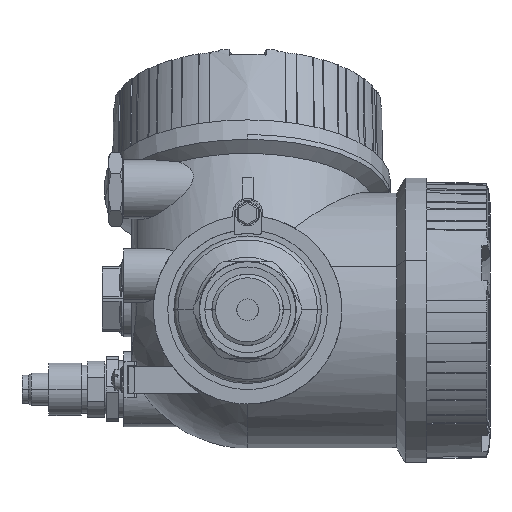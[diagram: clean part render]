
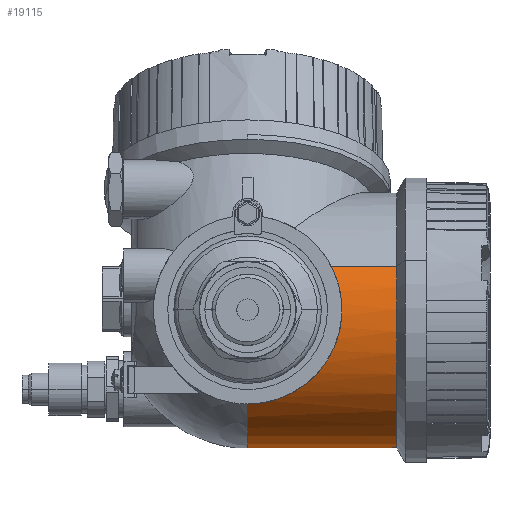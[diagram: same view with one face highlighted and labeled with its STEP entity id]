
A CAD part, front view. The second image highlights one B-rep face of the part: STEP entity #19115.
In plain terms, the highlighted cylindrical face has radius 47.5 mm (diameter 95 mm), a partial arc.
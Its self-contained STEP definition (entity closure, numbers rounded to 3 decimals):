
#1215=CARTESIAN_POINT('',(31.09,79.7,16.074));
#1530=CARTESIAN_POINT('',(0.,122.75,-4.));
#1531=DIRECTION('',(1.,0.,0.));
#1532=DIRECTION('',(0.,-0.758,-0.653));
#1533=AXIS2_PLACEMENT_3D('',#1530,#1531,#1532);
#1535=CARTESIAN_POINT('',(0.,122.75,-4.));
#1536=DIRECTION('',(1.,0.,0.));
#1537=DIRECTION('',(0.,-0.423,-0.906));
#1538=AXIS2_PLACEMENT_3D('',#1535,#1536,#1537);
#3701=CARTESIAN_POINT('',(0.,86.76,
-35.));
#3702=CARTESIAN_POINT('',(0.576,86.76,
-35.));
#3703=CARTESIAN_POINT('',(1.731,86.736,-34.972));
#3704=CARTESIAN_POINT('',(3.475,86.625,-34.842));
#3705=CARTESIAN_POINT('',(5.228,86.438,-34.623));
#3706=CARTESIAN_POINT('',(7.003,86.175,-34.308));
#3707=CARTESIAN_POINT('',(8.799,85.834,-33.893));
#3708=CARTESIAN_POINT('',(10.618,85.415,-33.369));
#3709=CARTESIAN_POINT('',(12.462,84.917,-32.726));
#3710=CARTESIAN_POINT('',(14.318,84.346,-31.959));
#3711=CARTESIAN_POINT('',(16.181,83.704,-31.058));
#3712=CARTESIAN_POINT('',(18.027,83.007,-30.026));
#3713=CARTESIAN_POINT('',(19.837,82.268,-28.863));
#3714=CARTESIAN_POINT('',(21.591,81.504,-27.576));
#3715=CARTESIAN_POINT('',(23.261,80.737,-26.182));
#3716=CARTESIAN_POINT('',(24.835,79.983,-24.693));
#3717=CARTESIAN_POINT('',(26.301,79.259,-23.125));
#3718=CARTESIAN_POINT('',(27.646,78.579,-21.498));
#3719=CARTESIAN_POINT('',(28.872,77.95,-19.82));
#3720=CARTESIAN_POINT('',(29.975,77.381,-18.107));
#3721=CARTESIAN_POINT('',(30.959,76.876,-16.366));
#3722=CARTESIAN_POINT('',(31.828,76.437,-14.603));
#3723=CARTESIAN_POINT('',(32.582,76.066,-12.83));
#3724=CARTESIAN_POINT('',(33.23,75.764,-11.045));
#3725=CARTESIAN_POINT('',(33.772,75.53,-9.251));
#3726=CARTESIAN_POINT('',(34.213,75.364,-7.456));
#3727=CARTESIAN_POINT('',(34.556,75.267,-5.655));
#3728=CARTESIAN_POINT('',(34.803,75.239,-3.85));
#3729=CARTESIAN_POINT('',(34.956,75.279,-2.047));
#3730=CARTESIAN_POINT('',(35.015,75.388,
-0.237));
#3731=CARTESIAN_POINT('',(34.98,75.566,1.573));
#3732=CARTESIAN_POINT('',(34.852,75.816,3.385));
#3733=CARTESIAN_POINT('',(34.627,76.138,5.202));
#3734=CARTESIAN_POINT('',(34.306,76.533,7.017));
#3735=CARTESIAN_POINT('',(33.884,77.004,8.836));
#3736=CARTESIAN_POINT('',(33.357,77.554,10.655));
#3737=CARTESIAN_POINT('',(32.723,78.182,12.467));
#3738=CARTESIAN_POINT('',(31.976,78.893,14.278));
#3739=CARTESIAN_POINT('',(31.399,79.422,15.477));
#3740=CARTESIAN_POINT('',(31.09,79.7,16.074));
#3768=CARTESIAN_POINT('',(0.,165.8,
-24.074));
#3770=DIRECTION('',(1.,0.,0.));
#3771=VECTOR('',#3770,55.325);
#3772=CARTESIAN_POINT('',(0.,165.8,
-24.074));
#3773=LINE('',#3772,#3771);
#3774=DIRECTION('',(-1.,0.,0.));
#3775=VECTOR('',#3774,24.234);
#3776=CARTESIAN_POINT('',(55.325,79.7,16.074));
#3777=LINE('',#3776,#3775);
#8058=CARTESIAN_POINT('',(55.325,122.75,-4.));
#8059=DIRECTION('',(-1.,0.,0.));
#8060=DIRECTION('',(0.,0.906,-0.423));
#8061=AXIS2_PLACEMENT_3D('',#8058,#8059,#8060);
#10894=CARTESIAN_POINT('',(55.325,79.7,16.074));
#10895=CARTESIAN_POINT('',(55.325,165.8,
-24.074));
#10896=VERTEX_POINT('',#10894);
#10897=VERTEX_POINT('',#10895);
#10899=VERTEX_POINT('',#1215);
#10902=VERTEX_POINT('',#3768);
#10913=VERTEX_POINT('',#3701);
#10977=CARTESIAN_POINT('',(0.,102.676,-47.05));
#10978=VERTEX_POINT('',#10977);
#19099=CARTESIAN_POINT('',(0.,122.75,-4.));
#19100=DIRECTION('',(1.,0.,0.));
#19101=DIRECTION('',(0.,0.906,-0.423));
#19102=AXIS2_PLACEMENT_3D('',#19099,#19100,#19101);
#19103=CYLINDRICAL_SURFACE('',#19102,47.5);
#19104=ORIENTED_EDGE('',*,*,#14643,.T.);
#19106=ORIENTED_EDGE('',*,*,#19105,.F.);
#19108=ORIENTED_EDGE('',*,*,#19107,.F.);
#19110=ORIENTED_EDGE('',*,*,#19109,.F.);
#19111=ORIENTED_EDGE('',*,*,#14791,.F.);
#19112=ORIENTED_EDGE('',*,*,#14789,.F.);
#19113=EDGE_LOOP('',(#19104,#19106,#19108,#19110,#19111,#19112));
#19114=FACE_OUTER_BOUND('',#19113,.F.);
#19115=ADVANCED_FACE('',(#19114),#19103,.T.);
#1534=CIRCLE('',#1533,47.5);
#1539=CIRCLE('',#1538,47.5);
#3741=B_SPLINE_CURVE_WITH_KNOTS('',3,(#3701,#3702,#3703,#3704,#3705,#3706,#3707,
#3708,#3709,#3710,#3711,#3712,#3713,#3714,#3715,#3716,#3717,#3718,#3719,#3720,
#3721,#3722,#3723,#3724,#3725,#3726,#3727,#3728,#3729,#3730,#3731,#3732,#3733,
#3734,#3735,#3736,#3737,#3738,#3739,#3740),.UNSPECIFIED.,.F.,.F.,(4,1,1,1,1,1,1,
1,1,1,1,1,1,1,1,1,1,1,1,1,1,1,1,1,1,1,1,1,1,1,1,1,1,1,1,1,1,4),(0.,
0.027,0.054,0.081,0.108,
0.135,0.162,0.189,0.216,
0.243,0.27,0.297,0.324,
0.351,0.378,0.405,0.432,
0.459,0.486,0.514,0.541,
0.568,0.595,0.622,0.649,
0.676,0.703,0.73,0.757,
0.784,0.811,0.838,0.865,
0.892,0.919,0.946,0.973,1.),
.UNSPECIFIED.);
#8062=CIRCLE('',#8061,47.5);
#14643=EDGE_CURVE('',#10913,#10899,#3741,.T.);
#14789=EDGE_CURVE('',#10913,#10978,#1534,.T.);
#14791=EDGE_CURVE('',#10978,#10902,#1539,.T.);
#19105=EDGE_CURVE('',#10896,#10899,#3777,.T.);
#19107=EDGE_CURVE('',#10897,#10896,#8062,.T.);
#19109=EDGE_CURVE('',#10902,#10897,#3773,.T.);
